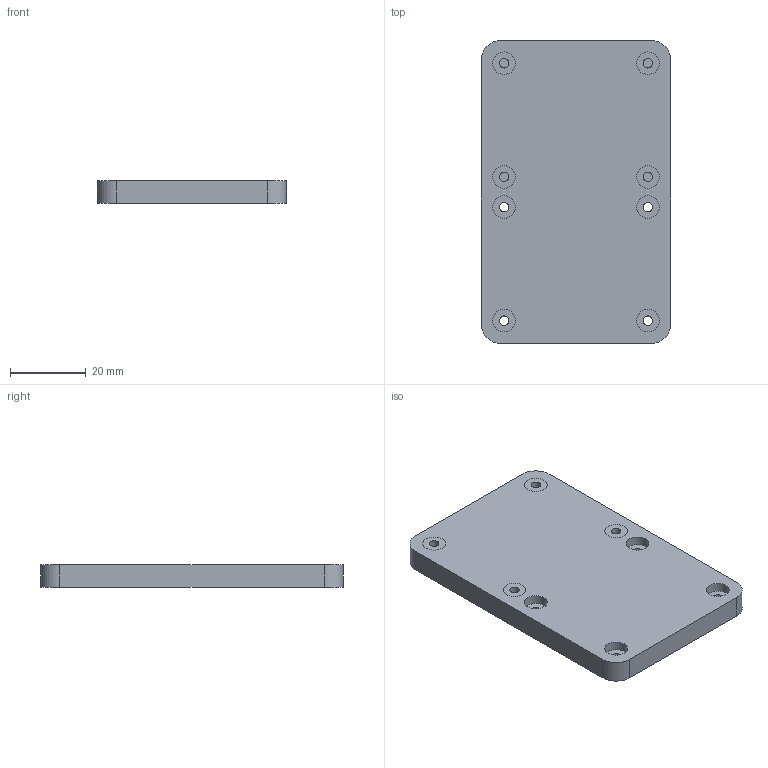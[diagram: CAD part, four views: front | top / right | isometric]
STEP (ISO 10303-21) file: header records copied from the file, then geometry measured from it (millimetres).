
FILE_DESCRIPTION(/* description */ ('STEP AP242','CAx-IF Rec.Pracs.---Representation and Presentation of Product Manufacturing Information (PMI)---4.0---2014-10-13','CAx-IF Rec.Pracs.---3D Tessellated Geometry---0.4---2014-09-14','2;1'),/* implementation_level */ '2;1');
FILE_NAME(/* name */ '68ec6d260b740a476371f7ba',/* time_stamp */ '2025-10-13T03:08:23Z',/* author */ (''),/* organization */ (''),/* preprocessor_version */ 'ST-DEVELOPER v20',/* originating_system */ 'ONSHAPE BY PTC INC, 1.205',/* authorisation */ ' ');
FILE_SCHEMA (('AP242_MANAGED_MODEL_BASED_3D_ENGINEERING_MIM_LF { 1 0 10303 442 1 1 4 }'));
Length unit declared in the file: metre
Products named in the file (9): hole surround; Base
Bounding box: 50 x 80 x 6 mm (x, y, z)
Volume: 23441.2 mm3; surface area: 11283 mm2
Topology: 9 solids, 9 shells, 54 faces, 96 edges, 64 vertices
Faces by surface type: cylinder 28, plane 26
Full cylindrical faces by diameter (mm): 2.5 x8, 6 x16
Entity records: 1487 total; most frequent: DIRECTION 254, CARTESIAN_POINT 199, ORIENTED_EDGE 144, AXIS2_PLACEMENT_3D 119, EDGE_LOOP 106, FACE_BOUND 106, EDGE_CURVE 72, VERTEX_POINT 64
